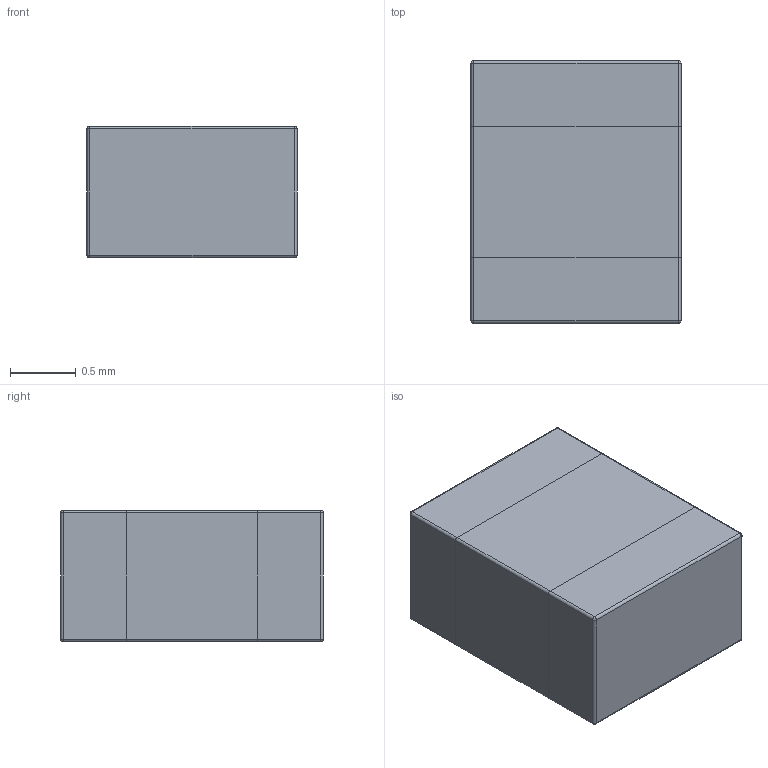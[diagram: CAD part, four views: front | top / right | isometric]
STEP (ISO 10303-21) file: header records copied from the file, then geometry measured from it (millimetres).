
FILE_DESCRIPTION (( 'STEP AP214' ), '1' );
FILE_NAME ('ind_0806.STEP', '2017-12-21T08:24:08', ( 'Sky123.Org' ), ( 'Sky123.Org' ), 'SwSTEP 2.0', 'SolidWorks 2013', '' );
FILE_SCHEMA (( 'AUTOMOTIVE_DESIGN' ));
Length unit declared in the file: millimetre
Products named in the file (1): ind_0806
Bounding box: 1.6 x 2 x 1 mm (x, y, z)
Surface area: 19.8 mm2 (no closed solid volume)
Topology: 0 solids, 5 shells, 30 faces, 88 edges, 56 vertices
Faces by surface type: cylinder 12, plane 10, sphere 8
Entity records: 1032 total; most frequent: CARTESIAN_POINT 215, DIRECTION 150, ORIENTED_EDGE 128, EDGE_CURVE 80, VERTEX_POINT 56, AXIS2_PLACEMENT_3D 55, VECTOR 40, LINE 40
